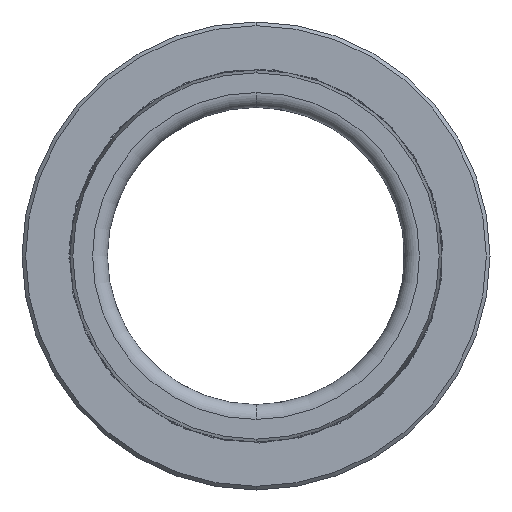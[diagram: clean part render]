
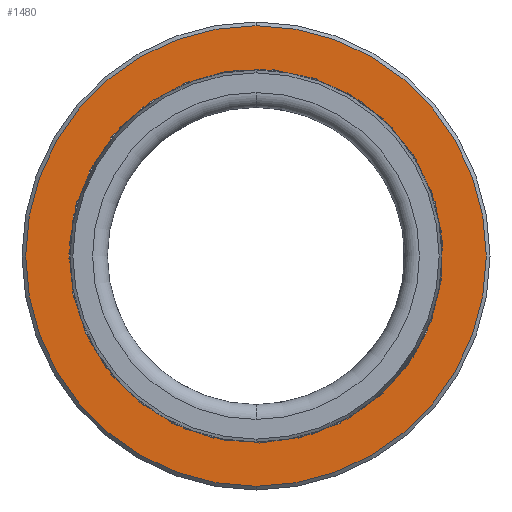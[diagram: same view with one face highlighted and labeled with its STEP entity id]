
A CAD part, front view. The second image highlights one B-rep face of the part: STEP entity #1480.
In plain terms, the highlighted planar face has unit normal (0, -1, 0).
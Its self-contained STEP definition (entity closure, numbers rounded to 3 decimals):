
#140 = DIRECTION ( 'NONE',  ( 0., 0., -1. ) ) ;
#162 = DIRECTION ( 'NONE',  ( 0., -1., 0. ) ) ;
#176 = VERTEX_POINT ( 'NONE', #8116 ) ;
#252 = FACE_BOUND ( 'NONE', #1589, .T. ) ;
#356 = EDGE_CURVE ( 'NONE', #630, #176, #3451, .T. ) ;
#469 = CIRCLE ( 'NONE', #695, 31. ) ;
#481 = DIRECTION ( 'NONE',  ( 0., -1., 0. ) ) ;
#628 = CARTESIAN_POINT ( 'NONE',  ( 0., 31.929, 31. ) ) ;
#630 = VERTEX_POINT ( 'NONE', #714 ) ;
#695 = AXIS2_PLACEMENT_3D ( 'NONE', #9046, #4842, #2043 ) ;
#714 = CARTESIAN_POINT ( 'NONE',  ( 0., 31.929, 25. ) ) ;
#1480 = ADVANCED_FACE ( 'NONE', ( #3227, #252 ), #2871, .T. ) ;
#1516 = CARTESIAN_POINT ( 'NONE',  ( 25., 31.929, 0. ) ) ;
#1563 = AXIS2_PLACEMENT_3D ( 'NONE', #2936, #4358, #140 ) ;
#1589 = EDGE_LOOP ( 'NONE', ( #4872, #4028 ) ) ;
#2043 = DIRECTION ( 'NONE',  ( 0., 0., -1. ) ) ;
#2153 = AXIS2_PLACEMENT_3D ( 'NONE', #2567, #481, #4604 ) ;
#2322 = EDGE_CURVE ( 'NONE', #2332, #4105, #8943, .T. ) ;
#2332 = VERTEX_POINT ( 'NONE', #628 ) ;
#2567 = CARTESIAN_POINT ( 'NONE',  ( 0., 31.929, 0. ) ) ;
#2841 = ORIENTED_EDGE ( 'NONE', *, *, #3523, .T. ) ;
#2871 = PLANE ( 'NONE',  #3211 ) ;
#2936 = CARTESIAN_POINT ( 'NONE',  ( 0., 31.929, 0. ) ) ;
#2996 = EDGE_CURVE ( 'NONE', #176, #630, #8720, .T. ) ;
#3101 = CARTESIAN_POINT ( 'NONE',  ( 0., 31.929, -31. ) ) ;
#3211 = AXIS2_PLACEMENT_3D ( 'NONE', #1516, #162, #5075 ) ;
#3227 = FACE_OUTER_BOUND ( 'NONE', #5991, .T. ) ;
#3451 = CIRCLE ( 'NONE', #1563, 25. ) ;
#3523 = EDGE_CURVE ( 'NONE', #4105, #2332, #469, .T. ) ;
#4028 = ORIENTED_EDGE ( 'NONE', *, *, #356, .F. ) ;
#4105 = VERTEX_POINT ( 'NONE', #3101 ) ;
#4319 = CARTESIAN_POINT ( 'NONE',  ( 0., 31.929, 0. ) ) ;
#4358 = DIRECTION ( 'NONE',  ( 0., -1., 0. ) ) ;
#4513 = AXIS2_PLACEMENT_3D ( 'NONE', #4319, #4978, #8526 ) ;
#4604 = DIRECTION ( 'NONE',  ( 0., 0., -1. ) ) ;
#4842 = DIRECTION ( 'NONE',  ( 0., -1., 0. ) ) ;
#4872 = ORIENTED_EDGE ( 'NONE', *, *, #2996, .F. ) ;
#4978 = DIRECTION ( 'NONE',  ( 0., -1., 0. ) ) ;
#5075 = DIRECTION ( 'NONE',  ( 0., 0., -1. ) ) ;
#5991 = EDGE_LOOP ( 'NONE', ( #8408, #2841 ) ) ;
#8116 = CARTESIAN_POINT ( 'NONE',  ( 0., 31.929, -25. ) ) ;
#8408 = ORIENTED_EDGE ( 'NONE', *, *, #2322, .T. ) ;
#8526 = DIRECTION ( 'NONE',  ( 0., 0., -1. ) ) ;
#8720 = CIRCLE ( 'NONE', #2153, 25. ) ;
#8943 = CIRCLE ( 'NONE', #4513, 31. ) ;
#9046 = CARTESIAN_POINT ( 'NONE',  ( 0., 31.929, 0. ) ) ;
